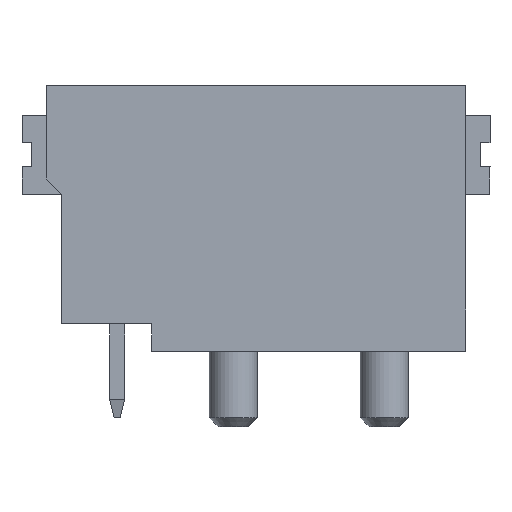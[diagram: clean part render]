
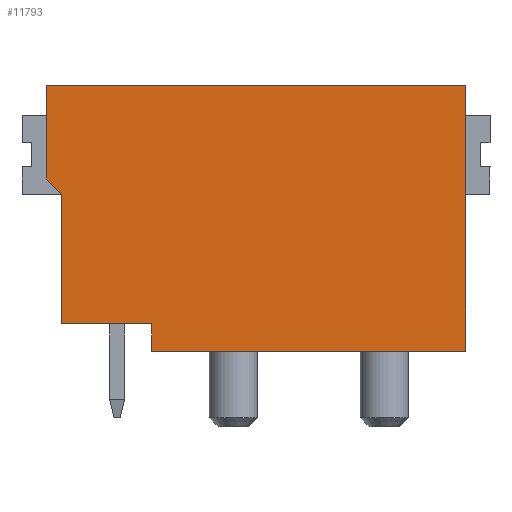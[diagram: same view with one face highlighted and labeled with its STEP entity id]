
A CAD part, left-side view. The second image highlights one B-rep face of the part: STEP entity #11793.
In plain terms, the highlighted planar face has unit normal (-1, 0, 0).
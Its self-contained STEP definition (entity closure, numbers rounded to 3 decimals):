
#1274=FACE_OUTER_BOUND('',#1937,.T.);
#1937=EDGE_LOOP('',(#7774,#7775,#7776,#7777,#7778,#7779,#7780,#7781));
#2705=LINE('',#17035,#3685);
#2741=LINE('',#17107,#3721);
#2754=LINE('',#17134,#3734);
#2758=LINE('',#17142,#3738);
#2759=LINE('',#17144,#3739);
#2760=LINE('',#17146,#3740);
#2761=LINE('',#17148,#3741);
#2762=LINE('',#17149,#3742);
#3685=VECTOR('',#13674,1.);
#3721=VECTOR('',#13740,1.);
#3734=VECTOR('',#13757,1.);
#3738=VECTOR('',#13763,1.);
#3739=VECTOR('',#13764,1.);
#3740=VECTOR('',#13765,1.);
#3741=VECTOR('',#13766,1.);
#3742=VECTOR('',#13767,1.);
#4658=VERTEX_POINT('',#17029);
#4660=VERTEX_POINT('',#17033);
#4680=VERTEX_POINT('',#17103);
#4693=VERTEX_POINT('',#17132);
#4696=VERTEX_POINT('',#17141);
#4697=VERTEX_POINT('',#17143);
#4698=VERTEX_POINT('',#17145);
#4699=VERTEX_POINT('',#17147);
#5813=EDGE_CURVE('',#4660,#4658,#2705,.T.);
#5849=EDGE_CURVE('',#4658,#4680,#2741,.T.);
#5862=EDGE_CURVE('',#4693,#4660,#2754,.T.);
#5866=EDGE_CURVE('',#4696,#4693,#2758,.T.);
#5867=EDGE_CURVE('',#4697,#4696,#2759,.T.);
#5868=EDGE_CURVE('',#4697,#4698,#2760,.T.);
#5869=EDGE_CURVE('',#4698,#4699,#2761,.T.);
#5870=EDGE_CURVE('',#4699,#4680,#2762,.T.);
#7774=ORIENTED_EDGE('',*,*,#5862,.F.);
#7775=ORIENTED_EDGE('',*,*,#5866,.F.);
#7776=ORIENTED_EDGE('',*,*,#5867,.F.);
#7777=ORIENTED_EDGE('',*,*,#5868,.T.);
#7778=ORIENTED_EDGE('',*,*,#5869,.T.);
#7779=ORIENTED_EDGE('',*,*,#5870,.T.);
#7780=ORIENTED_EDGE('',*,*,#5849,.F.);
#7781=ORIENTED_EDGE('',*,*,#5813,.F.);
#11378=PLANE('',#12467);
#11793=ADVANCED_FACE('',(#1274),#11378,.T.);
#12467=AXIS2_PLACEMENT_3D('',#17140,#13761,#13762);
#13674=DIRECTION('',(0.,-1.,0.));
#13740=DIRECTION('',(0.,0.,-1.));
#13757=DIRECTION('',(0.,0.,1.));
#13761=DIRECTION('center_axis',(-1.,0.,0.));
#13762=DIRECTION('ref_axis',(0.,0.,1.));
#13763=DIRECTION('',(0.,0.707,0.707));
#13764=DIRECTION('',(0.,0.,1.));
#13765=DIRECTION('',(0.,-1.,0.));
#13766=DIRECTION('',(0.,0.,-1.));
#13767=DIRECTION('',(0.,-1.,0.));
#17029=CARTESIAN_POINT('',(-48.186,-26.209,20.));
#17033=CARTESIAN_POINT('',(-48.186,-12.309,20.));
#17035=CARTESIAN_POINT('',(-48.186,-19.259,20.));
#17103=CARTESIAN_POINT('',(-48.186,-26.209,11.2));
#17107=CARTESIAN_POINT('',(-48.186,-26.209,15.6));
#17132=CARTESIAN_POINT('',(-48.186,-12.309,16.9));
#17134=CARTESIAN_POINT('',(-48.186,-12.309,18.45));
#17140=CARTESIAN_POINT('Origin',(-48.186,-15.809,9.7));
#17141=CARTESIAN_POINT('',(-48.186,-12.809,16.4));
#17142=CARTESIAN_POINT('',(-48.186,-12.559,16.65));
#17143=CARTESIAN_POINT('',(-48.186,-12.809,12.1));
#17144=CARTESIAN_POINT('',(-48.186,-12.809,14.25));
#17145=CARTESIAN_POINT('',(-48.186,-15.809,12.1));
#17146=CARTESIAN_POINT('',(-48.186,-14.309,12.1));
#17147=CARTESIAN_POINT('',(-48.186,-15.809,11.2));
#17148=CARTESIAN_POINT('',(-48.186,-15.809,11.65));
#17149=CARTESIAN_POINT('',(-48.186,-21.009,11.2));
